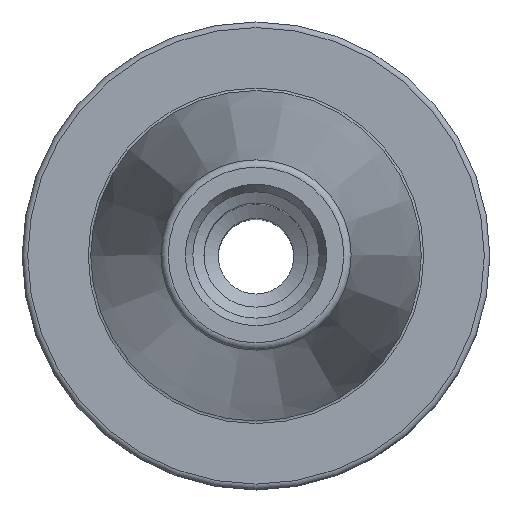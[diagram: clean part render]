
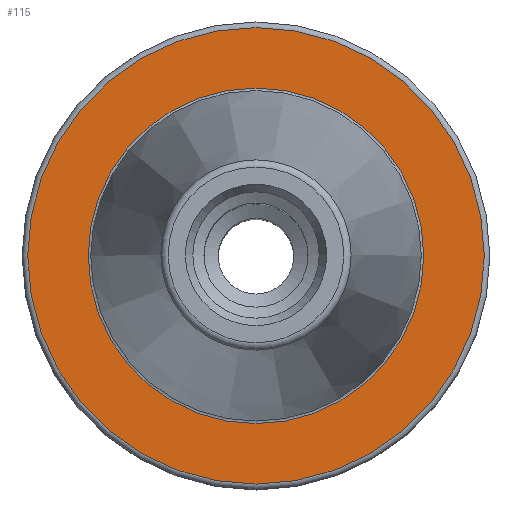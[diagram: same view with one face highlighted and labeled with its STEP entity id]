
A CAD part, top view. The second image highlights one B-rep face of the part: STEP entity #115.
In plain terms, the highlighted planar face has unit normal (0, 0, 1).
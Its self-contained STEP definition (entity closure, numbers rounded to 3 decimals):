
#97=PLANE('',#774);
#115=ADVANCED_FACE('',(#197,#198),#97,.T.);
#197=FACE_BOUND('',#301,.T.);
#198=FACE_BOUND('',#302,.T.);
#301=EDGE_LOOP('',(#411));
#302=EDGE_LOOP('',(#412));
#411=ORIENTED_EDGE('',*,*,#610,.T.);
#412=ORIENTED_EDGE('',*,*,#606,.T.);
#543=VERTEX_POINT('',#1150);
#547=VERTEX_POINT('',#1161);
#606=EDGE_CURVE('',#543,#543,#675,.T.);
#610=EDGE_CURVE('',#547,#547,#679,.T.);
#675=CIRCLE('',#766,30.738);
#679=CIRCLE('',#773,22.59);
#766=AXIS2_PLACEMENT_3D('',#1149,#908,#909);
#773=AXIS2_PLACEMENT_3D('',#1160,#922,#923);
#774=AXIS2_PLACEMENT_3D('',#1162,#924,#925);
#908=DIRECTION('',(0.,0.,1.));
#909=DIRECTION('',(0.,-1.,0.));
#922=DIRECTION('',(0.,0.,-1.));
#923=DIRECTION('',(-1.,0.,0.));
#924=DIRECTION('',(0.,0.,1.));
#925=DIRECTION('',(0.,-1.,0.));
#1149=CARTESIAN_POINT('',(0.,0.,-2.));
#1150=CARTESIAN_POINT('',(0.,-30.738,-2.));
#1160=CARTESIAN_POINT('',(0.,0.,-2.));
#1161=CARTESIAN_POINT('',(-22.59,0.,-2.));
#1162=CARTESIAN_POINT('',(0.,0.,-2.));
